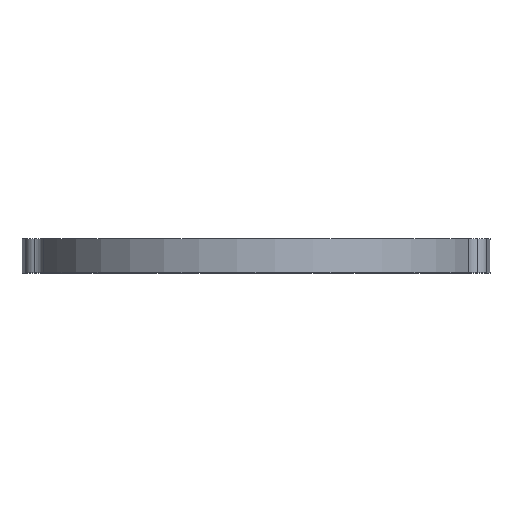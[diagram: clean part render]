
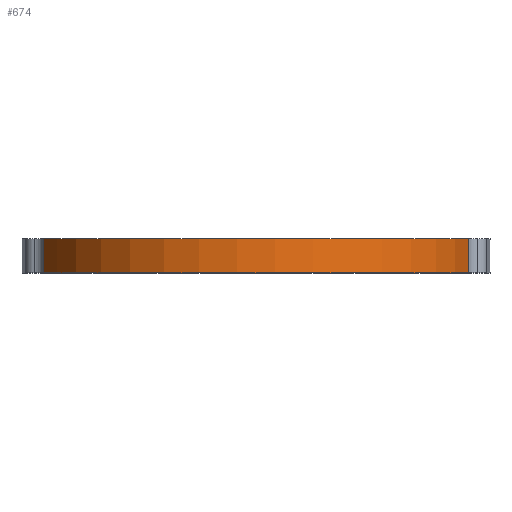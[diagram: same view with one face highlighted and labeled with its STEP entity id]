
A CAD part, top view. The second image highlights one B-rep face of the part: STEP entity #674.
In plain terms, the highlighted cylindrical face has radius 82.55 mm (diameter 165.1 mm), a partial arc.
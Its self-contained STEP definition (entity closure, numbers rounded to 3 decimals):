
#33 = VECTOR ( 'NONE', #896, 1000. ) ;
#88 = VERTEX_POINT ( 'NONE', #150 ) ;
#128 = ORIENTED_EDGE ( 'NONE', *, *, #1059, .T. ) ;
#150 = CARTESIAN_POINT ( 'NONE',  ( -79.416, 12.7, 22.531 ) ) ;
#164 = CARTESIAN_POINT ( 'NONE',  ( -79.416, 12.7, 22.531 ) ) ;
#190 = AXIS2_PLACEMENT_3D ( 'NONE', #902, #624, #704 ) ;
#250 = CYLINDRICAL_SURFACE ( 'NONE', #956, 82.55 ) ;
#269 = DIRECTION ( 'NONE',  ( 0., -1., 0. ) ) ;
#290 = EDGE_CURVE ( 'NONE', #1085, #1258, #484, .T. ) ;
#305 = CARTESIAN_POINT ( 'NONE',  ( 79.416, 12.7, 22.531 ) ) ;
#433 = DIRECTION ( 'NONE',  ( 0., 0., -1. ) ) ;
#436 = CARTESIAN_POINT ( 'NONE',  ( 0., 0., 0. ) ) ;
#457 = AXIS2_PLACEMENT_3D ( 'NONE', #436, #1220, #532 ) ;
#484 = LINE ( 'NONE', #1001, #33 ) ;
#532 = DIRECTION ( 'NONE',  ( 0., 0., -1. ) ) ;
#549 = ORIENTED_EDGE ( 'NONE', *, *, #801, .T. ) ;
#577 = CARTESIAN_POINT ( 'NONE',  ( 79.416, 0., 22.531 ) ) ;
#621 = CIRCLE ( 'NONE', #190, 82.55 ) ;
#624 = DIRECTION ( 'NONE',  ( 0., 1., 0. ) ) ;
#636 = FACE_OUTER_BOUND ( 'NONE', #795, .T. ) ;
#674 = ADVANCED_FACE ( 'NONE', ( #636 ), #250, .T. ) ;
#704 = DIRECTION ( 'NONE',  ( 0., 0., -1. ) ) ;
#721 = EDGE_CURVE ( 'NONE', #88, #1258, #621, .T. ) ;
#795 = EDGE_LOOP ( 'NONE', ( #549, #1050, #921, #128 ) ) ;
#801 = EDGE_CURVE ( 'NONE', #1030, #1085, #1118, .T. ) ;
#853 = CARTESIAN_POINT ( 'NONE',  ( -79.416, 0., 22.531 ) ) ;
#896 = DIRECTION ( 'NONE',  ( 0., 1., 0. ) ) ;
#902 = CARTESIAN_POINT ( 'NONE',  ( 0., 12.7, 0. ) ) ;
#917 = LINE ( 'NONE', #164, #1244 ) ;
#921 = ORIENTED_EDGE ( 'NONE', *, *, #721, .F. ) ;
#956 = AXIS2_PLACEMENT_3D ( 'NONE', #1006, #1201, #433 ) ;
#1001 = CARTESIAN_POINT ( 'NONE',  ( 79.416, 12.7, 22.531 ) ) ;
#1006 = CARTESIAN_POINT ( 'NONE',  ( 0., 12.7, 0. ) ) ;
#1030 = VERTEX_POINT ( 'NONE', #853 ) ;
#1050 = ORIENTED_EDGE ( 'NONE', *, *, #290, .T. ) ;
#1059 = EDGE_CURVE ( 'NONE', #88, #1030, #917, .T. ) ;
#1085 = VERTEX_POINT ( 'NONE', #577 ) ;
#1118 = CIRCLE ( 'NONE', #457, 82.55 ) ;
#1201 = DIRECTION ( 'NONE',  ( 0., -1., 0. ) ) ;
#1220 = DIRECTION ( 'NONE',  ( 0., 1., 0. ) ) ;
#1244 = VECTOR ( 'NONE', #269, 1000. ) ;
#1258 = VERTEX_POINT ( 'NONE', #305 ) ;
